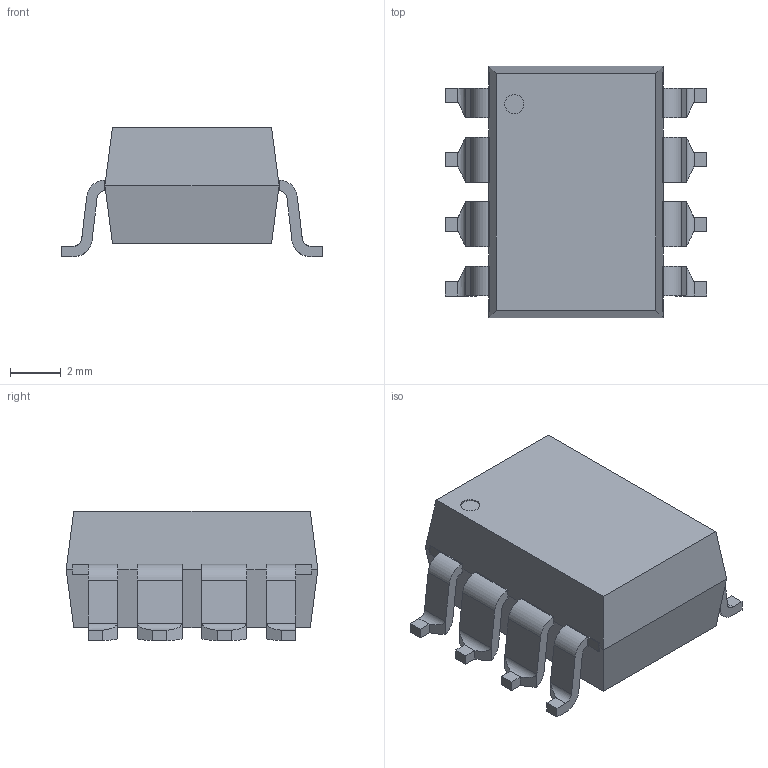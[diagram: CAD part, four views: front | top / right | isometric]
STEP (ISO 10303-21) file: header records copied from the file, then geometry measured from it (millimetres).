
FILE_DESCRIPTION(('FreeCAD Model'),'2;1');
FILE_NAME('SMD-8.step', '2017-04-24T13:58:05',('kicad StepUp'),('ksu MCAD'), 'Open CASCADE STEP processor 6.8','FreeCAD','Unknown');
FILE_SCHEMA(('AUTOMOTIVE_DESIGN_CC2 { 1 2 10303 214 -1 1 5 4 }'));
Length unit declared in the file: millimetre
Products named in the file (1): SMD-8
Bounding box: 10.3 x 9.91 x 5.08 mm (x, y, z)
Volume: 304.2 mm3; surface area: 367.1 mm2
Topology: 1 solids, 1 shells, 156 faces, 431 edges, 278 vertices
Faces by surface type: plane 123, cylinder 33
Full cylindrical faces by diameter (mm): 0.75 x1
Entity records: 6027 total; most frequent: CARTESIAN_POINT 867, ORIENTED_EDGE 862, DIRECTION 834, EDGE_CURVE 431, LINE 340, VECTOR 340, VERTEX_POINT 278, AXIS2_PLACEMENT_3D 247
